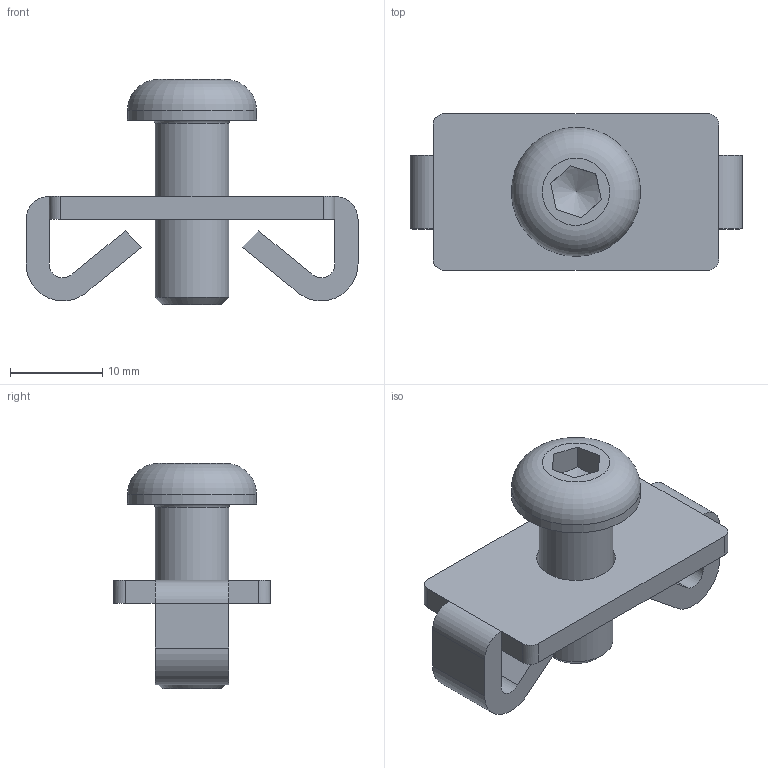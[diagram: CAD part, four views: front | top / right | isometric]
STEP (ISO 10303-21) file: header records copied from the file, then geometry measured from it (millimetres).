
FILE_DESCRIPTION(/* description */ (''),/* implementation_level */ '2;1');
FILE_NAME(/* name */ '11434_KriTec_Standardverbindungssatz_8_VA_rostfrei.stp',/* time_stamp */ '2014-04-29T10:45:52+02:00',/* author */ ('kostic'),/* organization */ (''),/* preprocessor_version */ 'ST-DEVELOPER v15.2',/* originating_system */ 'Autodesk Inventor 2014',/* authorisation */ '');
FILE_SCHEMA (('AUTOMOTIVE_DESIGN { 1 0 10303 214 3 1 1 }'));
Length unit declared in the file: millimetre
Products named in the file (3): 11412_KriTec_Standardverbindungsblech_8; ISO 7380 - M8 x 20; 11434_KriTec_Standardverbindungssatz_8_VA_rostfrei
Bounding box: 36 x 17 x 24.4 mm (x, y, z)
Volume: 3507.5 mm3; surface area: 3075.7 mm2
Topology: 2 solids, 2 shells, 49 faces, 127 edges, 83 vertices
Faces by surface type: plane 32, cylinder 13, torus 2, cone 2
Full cylindrical faces by diameter (mm): 8 x1, 8.5 x1, 14 x1
Entity records: 1506 total; most frequent: CARTESIAN_POINT 277, DIRECTION 245, ORIENTED_EDGE 236, EDGE_CURVE 118, AXIS2_PLACEMENT_3D 83, VERTEX_POINT 81, LINE 79, VECTOR 79
